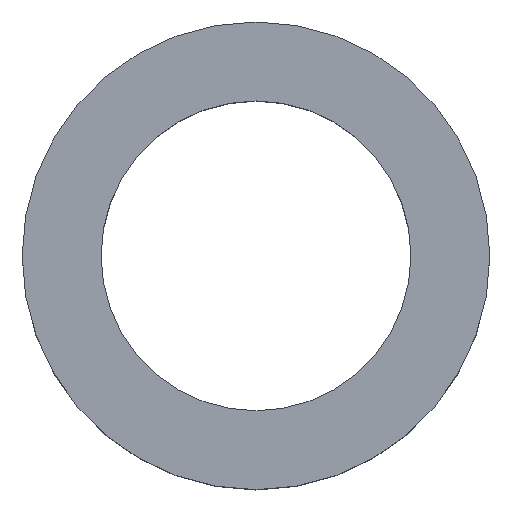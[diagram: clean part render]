
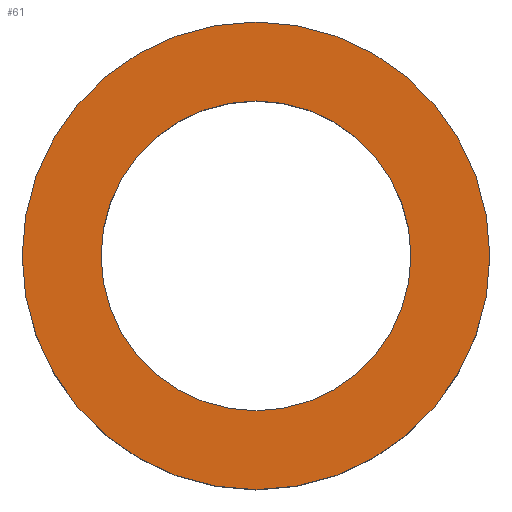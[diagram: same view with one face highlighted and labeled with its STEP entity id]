
A CAD part, top view. The second image highlights one B-rep face of the part: STEP entity #61.
In plain terms, the highlighted planar face has unit normal (0, 0, 1).
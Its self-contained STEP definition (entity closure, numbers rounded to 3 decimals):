
#2 = AXIS2_PLACEMENT_3D ( 'NONE', #161, #83, #68 ) ;
#3 = DIRECTION ( 'NONE',  ( 1., 0., 0. ) ) ;
#4 = EDGE_CURVE ( 'NONE', #249, #151, #211, .T. ) ;
#7 = EDGE_LOOP ( 'NONE', ( #135, #94 ) ) ;
#20 = CARTESIAN_POINT ( 'NONE',  ( 0., 0., 1.5 ) ) ;
#34 = ORIENTED_EDGE ( 'NONE', *, *, #4, .F. ) ;
#42 = AXIS2_PLACEMENT_3D ( 'NONE', #236, #115, #102 ) ;
#44 = EDGE_CURVE ( 'NONE', #47, #148, #62, .T. ) ;
#47 = VERTEX_POINT ( 'NONE', #77 ) ;
#56 = ORIENTED_EDGE ( 'NONE', *, *, #129, .F. ) ;
#61 = ADVANCED_FACE ( 'NONE', ( #243, #231 ), #181, .T. ) ;
#62 = CIRCLE ( 'NONE', #42, 4. ) ;
#63 = AXIS2_PLACEMENT_3D ( 'NONE', #20, #178, #3 ) ;
#64 = EDGE_CURVE ( 'NONE', #148, #47, #192, .T. ) ;
#66 = CARTESIAN_POINT ( 'NONE',  ( -2.65, 0., 1.5 ) ) ;
#68 = DIRECTION ( 'NONE',  ( 1., 0., 0. ) ) ;
#74 = EDGE_LOOP ( 'NONE', ( #56, #34 ) ) ;
#77 = CARTESIAN_POINT ( 'NONE',  ( -4., 0., 1.5 ) ) ;
#83 = DIRECTION ( 'NONE',  ( 0., 0., 1. ) ) ;
#88 = AXIS2_PLACEMENT_3D ( 'NONE', #240, #177, #104 ) ;
#94 = ORIENTED_EDGE ( 'NONE', *, *, #64, .T. ) ;
#97 = DIRECTION ( 'NONE',  ( 1., 0., 0. ) ) ;
#102 = DIRECTION ( 'NONE',  ( 1., 0., 0. ) ) ;
#104 = DIRECTION ( 'NONE',  ( 1., 0., 0. ) ) ;
#115 = DIRECTION ( 'NONE',  ( 0., 0., 1. ) ) ;
#123 = AXIS2_PLACEMENT_3D ( 'NONE', #174, #173, #97 ) ;
#129 = EDGE_CURVE ( 'NONE', #151, #249, #144, .T. ) ;
#135 = ORIENTED_EDGE ( 'NONE', *, *, #44, .T. ) ;
#144 = CIRCLE ( 'NONE', #88, 2.65 ) ;
#148 = VERTEX_POINT ( 'NONE', #198 ) ;
#151 = VERTEX_POINT ( 'NONE', #66 ) ;
#161 = CARTESIAN_POINT ( 'NONE',  ( 0., 0., 1.5 ) ) ;
#173 = DIRECTION ( 'NONE',  ( 0., 0., 1. ) ) ;
#174 = CARTESIAN_POINT ( 'NONE',  ( 0., 0., 1.5 ) ) ;
#177 = DIRECTION ( 'NONE',  ( 0., 0., 1. ) ) ;
#178 = DIRECTION ( 'NONE',  ( 0., 0., 1. ) ) ;
#181 = PLANE ( 'NONE',  #2 ) ;
#192 = CIRCLE ( 'NONE', #63, 4. ) ;
#198 = CARTESIAN_POINT ( 'NONE',  ( 4., 0., 1.5 ) ) ;
#211 = CIRCLE ( 'NONE', #123, 2.65 ) ;
#225 = CARTESIAN_POINT ( 'NONE',  ( 2.65, 0., 1.5 ) ) ;
#231 = FACE_BOUND ( 'NONE', #74, .T. ) ;
#236 = CARTESIAN_POINT ( 'NONE',  ( 0., 0., 1.5 ) ) ;
#240 = CARTESIAN_POINT ( 'NONE',  ( 0., 0., 1.5 ) ) ;
#243 = FACE_OUTER_BOUND ( 'NONE', #7, .T. ) ;
#249 = VERTEX_POINT ( 'NONE', #225 ) ;
